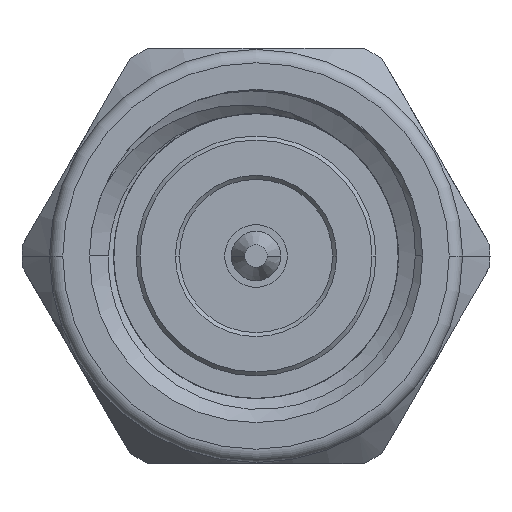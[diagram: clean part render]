
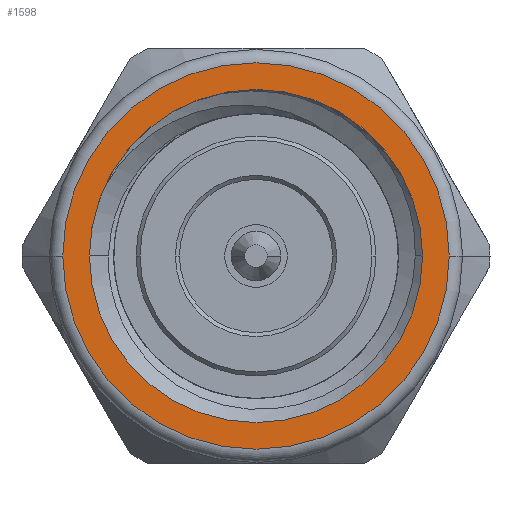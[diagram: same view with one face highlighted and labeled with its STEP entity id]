
A CAD part, left-side view. The second image highlights one B-rep face of the part: STEP entity #1598.
In plain terms, the highlighted planar face has unit normal (-1, 0, 0).
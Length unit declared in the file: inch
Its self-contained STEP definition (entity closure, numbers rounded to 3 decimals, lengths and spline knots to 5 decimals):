
#11 = FACE_BOUND ( 'NONE', #3369, .T. ) ;
#13 = AXIS2_PLACEMENT_3D ( 'NONE', #1666, #2626, #253 ) ;
#25 = EDGE_CURVE ( 'NONE', #886, #877, #2019, .T. ) ;
#40 = DIRECTION ( 'NONE',  ( 0., -1., 0. ) ) ;
#163 = CARTESIAN_POINT ( 'NONE',  ( 0., 0.125, 0. ) ) ;
#253 = DIRECTION ( 'NONE',  ( 0., 1., 0. ) ) ;
#360 = AXIS2_PLACEMENT_3D ( 'NONE', #2288, #516, #774 ) ;
#415 = CARTESIAN_POINT ( 'NONE',  ( 0., 0., 0. ) ) ;
#516 = DIRECTION ( 'NONE',  ( -1., 0., 0. ) ) ;
#774 = DIRECTION ( 'NONE',  ( 0., -1., 0. ) ) ;
#877 = VERTEX_POINT ( 'NONE', #1633 ) ;
#885 = VERTEX_POINT ( 'NONE', #2508 ) ;
#886 = VERTEX_POINT ( 'NONE', #163 ) ;
#952 = EDGE_CURVE ( 'NONE', #2578, #885, #2146, .T. ) ;
#982 = AXIS2_PLACEMENT_3D ( 'NONE', #3465, #3742, #3776 ) ;
#1161 = CIRCLE ( 'NONE', #2658, 0.145 ) ;
#1193 = CARTESIAN_POINT ( 'NONE',  ( 0., 0., 0. ) ) ;
#1598 = ADVANCED_FACE ( 'NONE', ( #11, #2242 ), #2550, .F. ) ;
#1633 = CARTESIAN_POINT ( 'NONE',  ( 0., -0.125, 0. ) ) ;
#1666 = CARTESIAN_POINT ( 'NONE',  ( 0., 0.155, 0. ) ) ;
#1761 = DIRECTION ( 'NONE',  ( -1., 0., 0. ) ) ;
#1897 = ORIENTED_EDGE ( 'NONE', *, *, #2697, .F. ) ;
#1901 = ORIENTED_EDGE ( 'NONE', *, *, #25, .F. ) ;
#2009 = CARTESIAN_POINT ( 'NONE',  ( 0., 0.145, 0. ) ) ;
#2019 = CIRCLE ( 'NONE', #360, 0.125 ) ;
#2079 = ORIENTED_EDGE ( 'NONE', *, *, #2284, .T. ) ;
#2110 = ORIENTED_EDGE ( 'NONE', *, *, #952, .T. ) ;
#2146 = CIRCLE ( 'NONE', #982, 0.145 ) ;
#2242 = FACE_OUTER_BOUND ( 'NONE', #3382, .T. ) ;
#2284 = EDGE_CURVE ( 'NONE', #885, #2578, #1161, .T. ) ;
#2288 = CARTESIAN_POINT ( 'NONE',  ( 0., 0., 0. ) ) ;
#2508 = CARTESIAN_POINT ( 'NONE',  ( 0., -0.145, 0. ) ) ;
#2550 = PLANE ( 'NONE',  #13 ) ;
#2578 = VERTEX_POINT ( 'NONE', #2009 ) ;
#2626 = DIRECTION ( 'NONE',  ( 1., 0., 0. ) ) ;
#2658 = AXIS2_PLACEMENT_3D ( 'NONE', #415, #2843, #3426 ) ;
#2697 = EDGE_CURVE ( 'NONE', #877, #886, #3092, .T. ) ;
#2843 = DIRECTION ( 'NONE',  ( -1., 0., 0. ) ) ;
#3092 = CIRCLE ( 'NONE', #3523, 0.125 ) ;
#3369 = EDGE_LOOP ( 'NONE', ( #1897, #1901 ) ) ;
#3382 = EDGE_LOOP ( 'NONE', ( #2110, #2079 ) ) ;
#3426 = DIRECTION ( 'NONE',  ( 0., 1., 0. ) ) ;
#3465 = CARTESIAN_POINT ( 'NONE',  ( 0., 0., 0. ) ) ;
#3523 = AXIS2_PLACEMENT_3D ( 'NONE', #1193, #1761, #40 ) ;
#3742 = DIRECTION ( 'NONE',  ( -1., 0., 0. ) ) ;
#3776 = DIRECTION ( 'NONE',  ( 0., 1., 0. ) ) ;
